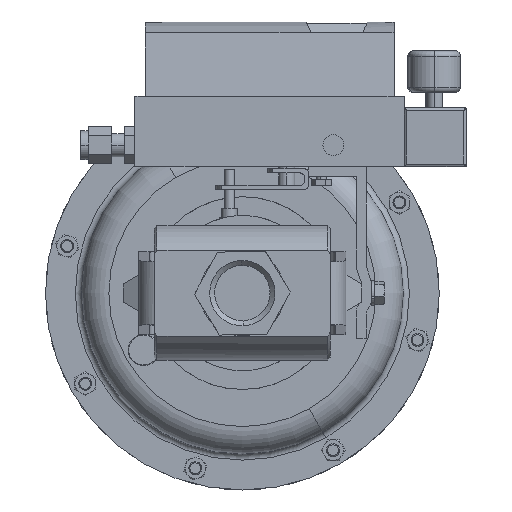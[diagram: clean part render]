
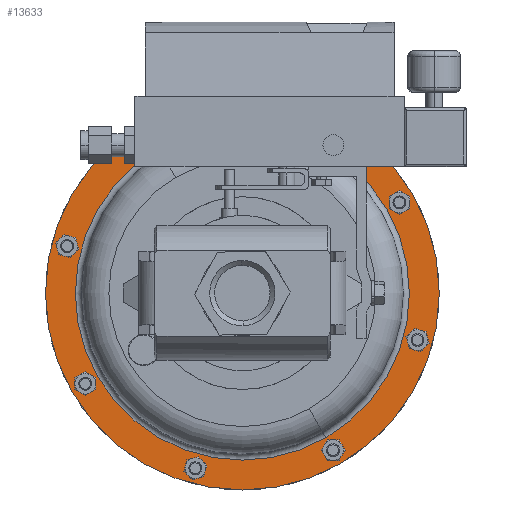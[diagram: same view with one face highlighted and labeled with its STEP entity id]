
A CAD part, front view. The second image highlights one B-rep face of the part: STEP entity #13633.
In plain terms, the highlighted planar face has unit normal (0, -1, 0).
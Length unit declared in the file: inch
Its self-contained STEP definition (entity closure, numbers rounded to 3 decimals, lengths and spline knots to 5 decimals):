
#406 = CARTESIAN_POINT ( 'NONE',  ( 2.375, 8.997, -4.11362 ) ) ;
#456 = EDGE_LOOP ( 'NONE', ( #4817, #14259 ) ) ;
#745 = AXIS2_PLACEMENT_3D ( 'NONE', #16648, #18255, #8548 ) ;
#1924 = AXIS2_PLACEMENT_3D ( 'NONE', #2250, #13693, #3908 ) ;
#1932 = FACE_OUTER_BOUND ( 'NONE', #456, .T. ) ;
#2250 = CARTESIAN_POINT ( 'NONE',  ( 0., 8.997, 0. ) ) ;
#2413 = VERTEX_POINT ( 'NONE', #13093 ) ;
#2639 = CARTESIAN_POINT ( 'NONE',  ( 0., 8.997, 0. ) ) ;
#2945 = CARTESIAN_POINT ( 'NONE',  ( 0., 8.997, 0. ) ) ;
#3570 = DIRECTION ( 'NONE',  ( 0., 1., 0. ) ) ;
#3848 = VERTEX_POINT ( 'NONE', #406 ) ;
#3908 = DIRECTION ( 'NONE',  ( 0.5, 0., -0.866 ) ) ;
#4285 = DIRECTION ( 'NONE',  ( 0.5, 0., -0.866 ) ) ;
#4604 = DIRECTION ( 'NONE',  ( 0.5, 0., -0.866 ) ) ;
#4817 = ORIENTED_EDGE ( 'NONE', *, *, #8992, .F. ) ;
#5262 = PLANE ( 'NONE',  #745 ) ;
#6066 = VERTEX_POINT ( 'NONE', #17743 ) ;
#6518 = CIRCLE ( 'NONE', #16608, 4.75 ) ;
#6809 = CIRCLE ( 'NONE', #15950, 4.029 ) ;
#7551 = CARTESIAN_POINT ( 'NONE',  ( -2.0145, 8.997, 3.48922 ) ) ;
#8200 = ORIENTED_EDGE ( 'NONE', *, *, #11162, .T. ) ;
#8548 = DIRECTION ( 'NONE',  ( -0.5, 0., 0.866 ) ) ;
#8992 = EDGE_CURVE ( 'NONE', #3848, #2413, #20059, .T. ) ;
#9635 = FACE_BOUND ( 'NONE', #12019, .T. ) ;
#11162 = EDGE_CURVE ( 'NONE', #15689, #6066, #14910, .T. ) ;
#12019 = EDGE_LOOP ( 'NONE', ( #20620, #8200 ) ) ;
#13093 = CARTESIAN_POINT ( 'NONE',  ( -2.375, 8.997, 4.11362 ) ) ;
#13378 = CARTESIAN_POINT ( 'NONE',  ( 0., 8.997, 0. ) ) ;
#13633 = ADVANCED_FACE ( 'NONE', ( #9635, #1932 ), #5262, .T. ) ;
#13693 = DIRECTION ( 'NONE',  ( 0., 1., 0. ) ) ;
#14079 = DIRECTION ( 'NONE',  ( 0., 1., 0. ) ) ;
#14259 = ORIENTED_EDGE ( 'NONE', *, *, #16198, .F. ) ;
#14385 = DIRECTION ( 'NONE',  ( 0., 1., 0. ) ) ;
#14669 = EDGE_CURVE ( 'NONE', #6066, #15689, #6809, .T. ) ;
#14910 = CIRCLE ( 'NONE', #16187, 4.029 ) ;
#14970 = DIRECTION ( 'NONE',  ( 0.5, 0., -0.866 ) ) ;
#15689 = VERTEX_POINT ( 'NONE', #7551 ) ;
#15950 = AXIS2_PLACEMENT_3D ( 'NONE', #2945, #14385, #4604 ) ;
#16187 = AXIS2_PLACEMENT_3D ( 'NONE', #13378, #3570, #14970 ) ;
#16198 = EDGE_CURVE ( 'NONE', #2413, #3848, #6518, .T. ) ;
#16608 = AXIS2_PLACEMENT_3D ( 'NONE', #2639, #14079, #4285 ) ;
#16648 = CARTESIAN_POINT ( 'NONE',  ( -4.11362, 8.997, -2.375 ) ) ;
#17743 = CARTESIAN_POINT ( 'NONE',  ( 2.0145, 8.997, -3.48922 ) ) ;
#18255 = DIRECTION ( 'NONE',  ( 0., -1., 0. ) ) ;
#20059 = CIRCLE ( 'NONE', #1924, 4.75 ) ;
#20620 = ORIENTED_EDGE ( 'NONE', *, *, #14669, .T. ) ;
